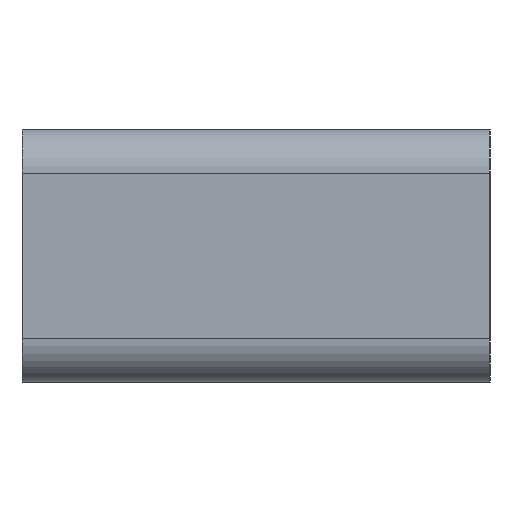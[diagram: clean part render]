
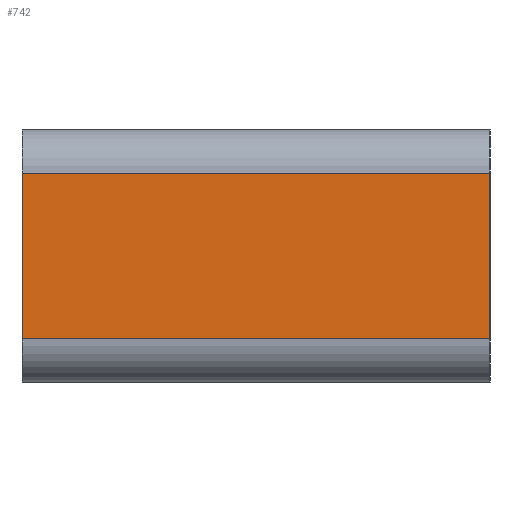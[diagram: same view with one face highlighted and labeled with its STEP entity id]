
A CAD part, left-side view. The second image highlights one B-rep face of the part: STEP entity #742.
In plain terms, the highlighted planar face has unit normal (-1, 0, 0).
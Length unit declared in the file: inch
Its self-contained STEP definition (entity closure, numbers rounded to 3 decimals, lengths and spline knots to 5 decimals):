
#21 = VERTEX_POINT ( 'NONE', #712 ) ;
#22 = CARTESIAN_POINT ( 'NONE',  ( -4., 0., 0.375 ) ) ;
#72 = EDGE_CURVE ( 'NONE', #948, #925, #358, .T. ) ;
#94 = CARTESIAN_POINT ( 'NONE',  ( -4., 0., 0.375 ) ) ;
#106 = LINE ( 'NONE', #809, #821 ) ;
#134 = DIRECTION ( 'NONE',  ( -1., 0., 0. ) ) ;
#181 = VECTOR ( 'NONE', #815, 39.37008 ) ;
#182 = CARTESIAN_POINT ( 'NONE',  ( -4., 0., -0.375 ) ) ;
#190 = VECTOR ( 'NONE', #364, 39.37008 ) ;
#220 = ORIENTED_EDGE ( 'NONE', *, *, #1074, .T. ) ;
#260 = ORIENTED_EDGE ( 'NONE', *, *, #72, .T. ) ;
#279 = AXIS2_PLACEMENT_3D ( 'NONE', #399, #134, #313 ) ;
#313 = DIRECTION ( 'NONE',  ( 0., 0., 1. ) ) ;
#338 = VECTOR ( 'NONE', #877, 39.37008 ) ;
#345 = ORIENTED_EDGE ( 'NONE', *, *, #1075, .F. ) ;
#358 = LINE ( 'NONE', #869, #338 ) ;
#364 = DIRECTION ( 'NONE',  ( 0., 1., 0. ) ) ;
#399 = CARTESIAN_POINT ( 'NONE',  ( -4., 0., 0.375 ) ) ;
#400 = CARTESIAN_POINT ( 'NONE',  ( -4., 2.12, -0.375 ) ) ;
#403 = ORIENTED_EDGE ( 'NONE', *, *, #532, .F. ) ;
#448 = EDGE_LOOP ( 'NONE', ( #220, #345, #403, #260 ) ) ;
#511 = CARTESIAN_POINT ( 'NONE',  ( -4., 0., -0.375 ) ) ;
#532 = EDGE_CURVE ( 'NONE', #948, #892, #780, .T. ) ;
#581 = PLANE ( 'NONE',  #279 ) ;
#635 = DIRECTION ( 'NONE',  ( 0., 0., 1. ) ) ;
#712 = CARTESIAN_POINT ( 'NONE',  ( -4., 2.12, 0.375 ) ) ;
#742 = ADVANCED_FACE ( 'NONE', ( #833 ), #581, .T. ) ;
#780 = LINE ( 'NONE', #182, #190 ) ;
#809 = CARTESIAN_POINT ( 'NONE',  ( -4., 2.12, 0.375 ) ) ;
#815 = DIRECTION ( 'NONE',  ( 0., 1., 0. ) ) ;
#821 = VECTOR ( 'NONE', #635, 39.37008 ) ;
#833 = FACE_OUTER_BOUND ( 'NONE', #448, .T. ) ;
#869 = CARTESIAN_POINT ( 'NONE',  ( -4., 0., 0.375 ) ) ;
#877 = DIRECTION ( 'NONE',  ( 0., 0., 1. ) ) ;
#892 = VERTEX_POINT ( 'NONE', #400 ) ;
#905 = LINE ( 'NONE', #22, #181 ) ;
#925 = VERTEX_POINT ( 'NONE', #94 ) ;
#948 = VERTEX_POINT ( 'NONE', #511 ) ;
#1074 = EDGE_CURVE ( 'NONE', #925, #21, #905, .T. ) ;
#1075 = EDGE_CURVE ( 'NONE', #892, #21, #106, .T. ) ;
